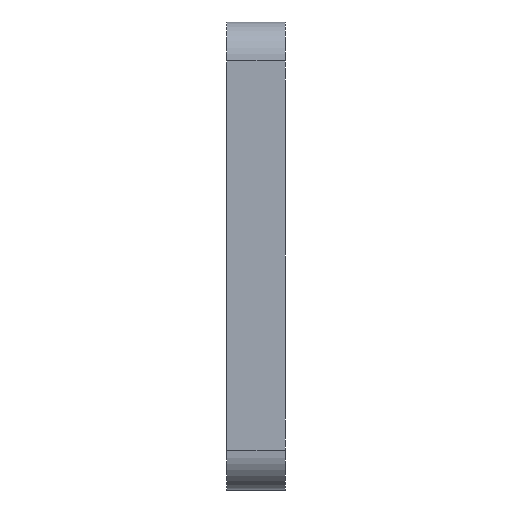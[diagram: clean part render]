
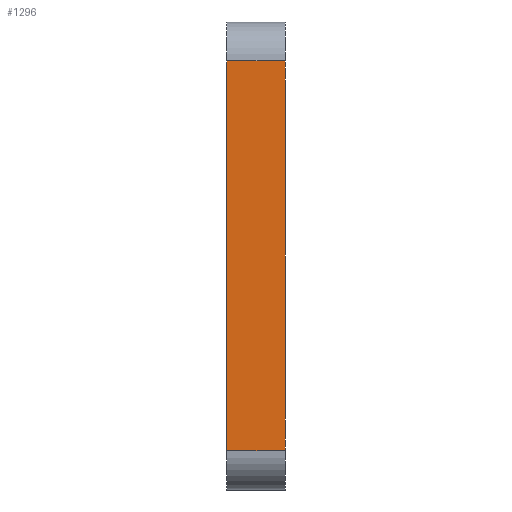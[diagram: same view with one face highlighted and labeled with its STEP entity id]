
A CAD part, left-side view. The second image highlights one B-rep face of the part: STEP entity #1296.
In plain terms, the highlighted planar face has unit normal (-1, 0, 0).
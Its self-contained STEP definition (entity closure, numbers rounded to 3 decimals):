
#8 = EDGE_CURVE ( 'NONE', #77, #949, #1108, .T. ) ;
#77 = VERTEX_POINT ( 'NONE', #2044 ) ;
#108 = VECTOR ( 'NONE', #767, 1000. ) ;
#288 = EDGE_LOOP ( 'NONE', ( #1995, #1198, #1595, #431 ) ) ;
#295 = EDGE_CURVE ( 'NONE', #77, #1797, #1960, .T. ) ;
#374 = EDGE_CURVE ( 'NONE', #1566, #1797, #2091, .T. ) ;
#431 = ORIENTED_EDGE ( 'NONE', *, *, #1524, .T. ) ;
#478 = VECTOR ( 'NONE', #1792, 1000. ) ;
#533 = AXIS2_PLACEMENT_3D ( 'NONE', #2084, #915, #1267 ) ;
#540 = CARTESIAN_POINT ( 'NONE',  ( 0., 1.5, 12. ) ) ;
#597 = CARTESIAN_POINT ( 'NONE',  ( 0., 0., 10. ) ) ;
#609 = VECTOR ( 'NONE', #1540, 1000. ) ;
#686 = CARTESIAN_POINT ( 'NONE',  ( 0., 1.5, 10. ) ) ;
#767 = DIRECTION ( 'NONE',  ( 0., 1., 0. ) ) ;
#915 = DIRECTION ( 'NONE',  ( 1., 0., 0. ) ) ;
#940 = CARTESIAN_POINT ( 'NONE',  ( 0., -1.5, 10. ) ) ;
#949 = VERTEX_POINT ( 'NONE', #686 ) ;
#951 = CARTESIAN_POINT ( 'NONE',  ( 0., 0., -10. ) ) ;
#1001 = LINE ( 'NONE', #597, #108 ) ;
#1052 = FACE_OUTER_BOUND ( 'NONE', #288, .T. ) ;
#1072 = CARTESIAN_POINT ( 'NONE',  ( 0., -1.5, -10. ) ) ;
#1108 = LINE ( 'NONE', #540, #609 ) ;
#1198 = ORIENTED_EDGE ( 'NONE', *, *, #295, .T. ) ;
#1267 = DIRECTION ( 'NONE',  ( 0., 0., -1. ) ) ;
#1268 = VECTOR ( 'NONE', #1318, 1000. ) ;
#1296 = ADVANCED_FACE ( 'NONE', ( #1052 ), #1915, .F. ) ;
#1318 = DIRECTION ( 'NONE',  ( 0., 0., -1. ) ) ;
#1324 = CARTESIAN_POINT ( 'NONE',  ( 0., -1.5, 12. ) ) ;
#1524 = EDGE_CURVE ( 'NONE', #1566, #949, #1001, .T. ) ;
#1540 = DIRECTION ( 'NONE',  ( 0., 0., 1. ) ) ;
#1566 = VERTEX_POINT ( 'NONE', #940 ) ;
#1595 = ORIENTED_EDGE ( 'NONE', *, *, #374, .F. ) ;
#1792 = DIRECTION ( 'NONE',  ( 0., -1., 0. ) ) ;
#1797 = VERTEX_POINT ( 'NONE', #1072 ) ;
#1915 = PLANE ( 'NONE',  #533 ) ;
#1960 = LINE ( 'NONE', #951, #478 ) ;
#1995 = ORIENTED_EDGE ( 'NONE', *, *, #8, .F. ) ;
#2044 = CARTESIAN_POINT ( 'NONE',  ( 0., 1.5, -10. ) ) ;
#2084 = CARTESIAN_POINT ( 'NONE',  ( 0., 0., 0. ) ) ;
#2091 = LINE ( 'NONE', #1324, #1268 ) ;
